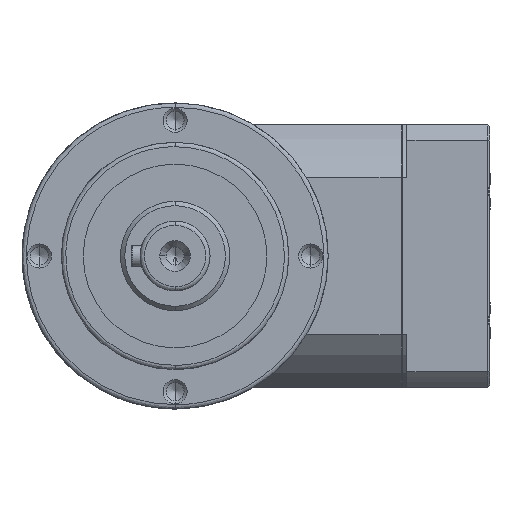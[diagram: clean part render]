
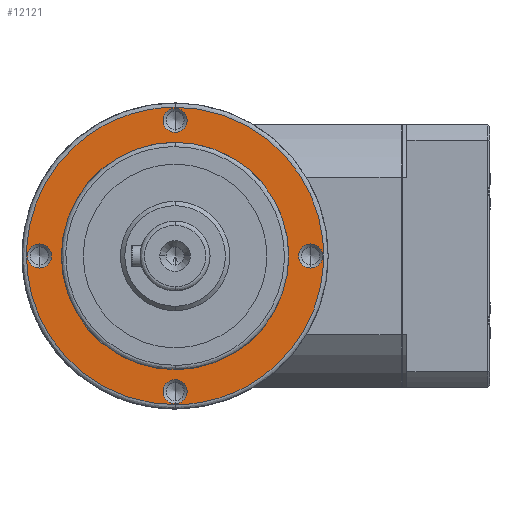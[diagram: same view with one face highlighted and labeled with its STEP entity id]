
A CAD part, left-side view. The second image highlights one B-rep face of the part: STEP entity #12121.
In plain terms, the highlighted face is planar.
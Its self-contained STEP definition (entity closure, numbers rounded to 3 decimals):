
#150 = ORIENTED_EDGE ( 'NONE', *, *, #1744, .F. ) ;
#430 = EDGE_CURVE ( 'NONE', #6602, #11331, #19251, .T. ) ;
#626 = CARTESIAN_POINT ( 'NONE',  ( -33.75, 0., 5. ) ) ;
#816 = VERTEX_POINT ( 'NONE', #15370 ) ;
#869 = VERTEX_POINT ( 'NONE', #8341 ) ;
#1039 = EDGE_CURVE ( 'NONE', #869, #7951, #3390, .T. ) ;
#1256 = VERTEX_POINT ( 'NONE', #20068 ) ;
#1334 = EDGE_CURVE ( 'NONE', #8574, #1256, #19164, .T. ) ;
#1572 = EDGE_CURVE ( 'NONE', #2022, #17653, #5788, .T. ) ;
#1579 =( BOUNDED_CURVE ( )  B_SPLINE_CURVE ( 3, ( #9960, #10083, #10720, #10807 ),
 .UNSPECIFIED., .F., .F. ) 
 B_SPLINE_CURVE_WITH_KNOTS ( ( 4, 4 ),
 ( 0.5, 1. ),
 .UNSPECIFIED. ) 
 CURVE ( )  GEOMETRIC_REPRESENTATION_ITEM ( )  RATIONAL_B_SPLINE_CURVE ( ( 1., 0.333, 0.333, 1. ) ) 
 REPRESENTATION_ITEM ( '' )  );
#1679 = EDGE_CURVE ( 'NONE', #1256, #8574, #5747, .T. ) ;
#1683 = EDGE_CURVE ( 'NONE', #7951, #869, #5850, .T. ) ;
#1714 = EDGE_CURVE ( 'NONE', #11331, #6602, #4660, .T. ) ;
#1720 = EDGE_CURVE ( 'NONE', #6065, #18420, #5144, .T. ) ;
#1744 = EDGE_CURVE ( 'NONE', #816, #17905, #22121, .T. ) ;
#1785 = EDGE_CURVE ( 'NONE', #17653, #2022, #1579, .T. ) ;
#1835 = FACE_OUTER_BOUND ( 'NONE', #2768, .T. ) ;
#1898 = CARTESIAN_POINT ( 'NONE',  ( -28.25, 0., 5. ) ) ;
#2022 = VERTEX_POINT ( 'NONE', #23258 ) ;
#2290 = DIRECTION ( 'NONE',  ( 0., 0., 1. ) ) ;
#2399 = EDGE_LOOP ( 'NONE', ( #150, #20811 ) ) ;
#2551 = CARTESIAN_POINT ( 'NONE',  ( 0., 0., 5. ) ) ;
#2604 = DIRECTION ( 'NONE',  ( 0., 0., -1. ) ) ;
#2651 = ORIENTED_EDGE ( 'NONE', *, *, #1714, .F. ) ;
#2691 = DIRECTION ( 'NONE',  ( 1., 0., 0. ) ) ;
#2768 = EDGE_LOOP ( 'NONE', ( #8004, #19567 ) ) ;
#2954 = CARTESIAN_POINT ( 'NONE',  ( 0., 31., 5. ) ) ;
#3033 = DIRECTION ( 'NONE',  ( 0., 0., -1. ) ) ;
#3084 = DIRECTION ( 'NONE',  ( -1., 0., 0. ) ) ;
#3390 = CIRCLE ( 'NONE', #17835, 2.75 ) ;
#3894 = CARTESIAN_POINT ( 'NONE',  ( 34., 0., 5. ) ) ;
#4033 = CARTESIAN_POINT ( 'NONE',  ( -34., 0., 5. ) ) ;
#4298 = CARTESIAN_POINT ( 'NONE',  ( 34., -68., 5. ) ) ;
#4660 = CIRCLE ( 'NONE', #7032, 2.75 ) ;
#4813 = CARTESIAN_POINT ( 'NONE',  ( -34., -68., 5. ) ) ;
#4931 = CARTESIAN_POINT ( 'NONE',  ( -31., 0., 5. ) ) ;
#5009 = DIRECTION ( 'NONE',  ( 0., 0., -1. ) ) ;
#5144 = CIRCLE ( 'NONE', #6986, 2.75 ) ;
#5393 = DIRECTION ( 'NONE',  ( -1., 0., 0. ) ) ;
#5747 = CIRCLE ( 'NONE', #7853, 26. ) ;
#5760 = EDGE_LOOP ( 'NONE', ( #17634, #18163 ) ) ;
#5788 =( BOUNDED_CURVE ( )  B_SPLINE_CURVE ( 3, ( #4033, #4813, #4298, #3894 ),
 .UNSPECIFIED., .F., .F. ) 
 B_SPLINE_CURVE_WITH_KNOTS ( ( 4, 4 ),
 ( 0., 0.5 ),
 .UNSPECIFIED. ) 
 CURVE ( )  GEOMETRIC_REPRESENTATION_ITEM ( )  RATIONAL_B_SPLINE_CURVE ( ( 1., 0.333, 0.333, 1. ) ) 
 REPRESENTATION_ITEM ( '' )  );
#5850 = CIRCLE ( 'NONE', #7707, 2.75 ) ;
#5862 = PLANE ( 'NONE',  #22124 ) ;
#6065 = VERTEX_POINT ( 'NONE', #9738 ) ;
#6107 = FACE_BOUND ( 'NONE', #8904, .T. ) ;
#6161 = CARTESIAN_POINT ( 'NONE',  ( 0., -31., 5. ) ) ;
#6175 = AXIS2_PLACEMENT_3D ( 'NONE', #8909, #9058, #9318 ) ;
#6221 = CARTESIAN_POINT ( 'NONE',  ( -26., 0., 5. ) ) ;
#6249 = DIRECTION ( 'NONE',  ( 0., 0., -1. ) ) ;
#6337 = DIRECTION ( 'NONE',  ( -1., 0., 0. ) ) ;
#6512 = EDGE_LOOP ( 'NONE', ( #15590, #12662 ) ) ;
#6602 = VERTEX_POINT ( 'NONE', #1898 ) ;
#6679 = CIRCLE ( 'NONE', #19759, 2.75 ) ;
#6986 = AXIS2_PLACEMENT_3D ( 'NONE', #6161, #6249, #6337 ) ;
#7032 = AXIS2_PLACEMENT_3D ( 'NONE', #4931, #5009, #5393 ) ;
#7576 = DIRECTION ( 'NONE',  ( 0., 0., -1. ) ) ;
#7707 = AXIS2_PLACEMENT_3D ( 'NONE', #2954, #3033, #3084 ) ;
#7853 = AXIS2_PLACEMENT_3D ( 'NONE', #2551, #2604, #2691 ) ;
#7951 = VERTEX_POINT ( 'NONE', #18887 ) ;
#8004 = ORIENTED_EDGE ( 'NONE', *, *, #1785, .F. ) ;
#8341 = CARTESIAN_POINT ( 'NONE',  ( 2.75, 31., 5. ) ) ;
#8452 = EDGE_CURVE ( 'NONE', #18420, #6065, #21675, .T. ) ;
#8574 = VERTEX_POINT ( 'NONE', #6221 ) ;
#8697 = FACE_BOUND ( 'NONE', #2399, .T. ) ;
#8904 = EDGE_LOOP ( 'NONE', ( #19590, #22604 ) ) ;
#8909 = CARTESIAN_POINT ( 'NONE',  ( 31., 0., 5. ) ) ;
#9058 = DIRECTION ( 'NONE',  ( 0., 0., -1. ) ) ;
#9318 = DIRECTION ( 'NONE',  ( -1., 0., 0. ) ) ;
#9738 = CARTESIAN_POINT ( 'NONE',  ( -2.75, -31., 5. ) ) ;
#9960 = CARTESIAN_POINT ( 'NONE',  ( 34., 0., 5. ) ) ;
#10083 = CARTESIAN_POINT ( 'NONE',  ( 34., 68., 5. ) ) ;
#10231 = DIRECTION ( 'NONE',  ( -1., 0., 0. ) ) ;
#10477 = DIRECTION ( 'NONE',  ( 0., 0., -1. ) ) ;
#10486 = CARTESIAN_POINT ( 'NONE',  ( 33.75, 0., 5. ) ) ;
#10639 = EDGE_LOOP ( 'NONE', ( #2651, #21554 ) ) ;
#10720 = CARTESIAN_POINT ( 'NONE',  ( -34., 68., 5. ) ) ;
#10807 = CARTESIAN_POINT ( 'NONE',  ( -34., 0., 5. ) ) ;
#10809 = CARTESIAN_POINT ( 'NONE',  ( 0., 31., 5. ) ) ;
#10969 = CARTESIAN_POINT ( 'NONE',  ( 31., 0., 5. ) ) ;
#11331 = VERTEX_POINT ( 'NONE', #626 ) ;
#11531 = FACE_BOUND ( 'NONE', #5760, .T. ) ;
#12121 = ADVANCED_FACE ( 'NONE', ( #1835, #8697, #16452, #21304, #11531, #6107 ), #5862, .F. ) ;
#12662 = ORIENTED_EDGE ( 'NONE', *, *, #8452, .F. ) ;
#12843 = DIRECTION ( 'NONE',  ( -1., 0., 0. ) ) ;
#13402 = AXIS2_PLACEMENT_3D ( 'NONE', #16049, #16005, #15957 ) ;
#13763 = CARTESIAN_POINT ( 'NONE',  ( 0., 0., 5. ) ) ;
#15310 = CARTESIAN_POINT ( 'NONE',  ( 34., 0., 5. ) ) ;
#15370 = CARTESIAN_POINT ( 'NONE',  ( 28.25, 0., 5. ) ) ;
#15590 = ORIENTED_EDGE ( 'NONE', *, *, #1720, .F. ) ;
#15657 = DIRECTION ( 'NONE',  ( 1., 0., 0. ) ) ;
#15957 = DIRECTION ( 'NONE',  ( 1., 0., 0. ) ) ;
#16005 = DIRECTION ( 'NONE',  ( 0., 0., -1. ) ) ;
#16049 = CARTESIAN_POINT ( 'NONE',  ( 0., 0., 5. ) ) ;
#16452 = FACE_BOUND ( 'NONE', #6512, .T. ) ;
#16589 = AXIS2_PLACEMENT_3D ( 'NONE', #19012, #7576, #20809 ) ;
#16950 = AXIS2_PLACEMENT_3D ( 'NONE', #17426, #17376, #17349 ) ;
#17349 = DIRECTION ( 'NONE',  ( -1., 0., 0. ) ) ;
#17376 = DIRECTION ( 'NONE',  ( 0., 0., -1. ) ) ;
#17426 = CARTESIAN_POINT ( 'NONE',  ( -31., 0., 5. ) ) ;
#17634 = ORIENTED_EDGE ( 'NONE', *, *, #1683, .F. ) ;
#17653 = VERTEX_POINT ( 'NONE', #15310 ) ;
#17835 = AXIS2_PLACEMENT_3D ( 'NONE', #10809, #10477, #10231 ) ;
#17905 = VERTEX_POINT ( 'NONE', #10486 ) ;
#18163 = ORIENTED_EDGE ( 'NONE', *, *, #1039, .F. ) ;
#18420 = VERTEX_POINT ( 'NONE', #19865 ) ;
#18519 = EDGE_CURVE ( 'NONE', #17905, #816, #6679, .T. ) ;
#18887 = CARTESIAN_POINT ( 'NONE',  ( -2.75, 31., 5. ) ) ;
#19012 = CARTESIAN_POINT ( 'NONE',  ( 0., -31., 5. ) ) ;
#19164 = CIRCLE ( 'NONE', #13402, 26. ) ;
#19251 = CIRCLE ( 'NONE', #16950, 2.75 ) ;
#19567 = ORIENTED_EDGE ( 'NONE', *, *, #1572, .F. ) ;
#19590 = ORIENTED_EDGE ( 'NONE', *, *, #1679, .F. ) ;
#19759 = AXIS2_PLACEMENT_3D ( 'NONE', #10969, #23643, #12843 ) ;
#19865 = CARTESIAN_POINT ( 'NONE',  ( 2.75, -31., 5. ) ) ;
#20068 = CARTESIAN_POINT ( 'NONE',  ( 26., 0., 5. ) ) ;
#20809 = DIRECTION ( 'NONE',  ( -1., 0., 0. ) ) ;
#20811 = ORIENTED_EDGE ( 'NONE', *, *, #18519, .F. ) ;
#21304 = FACE_BOUND ( 'NONE', #10639, .T. ) ;
#21554 = ORIENTED_EDGE ( 'NONE', *, *, #430, .F. ) ;
#21675 = CIRCLE ( 'NONE', #16589, 2.75 ) ;
#22121 = CIRCLE ( 'NONE', #6175, 2.75 ) ;
#22124 = AXIS2_PLACEMENT_3D ( 'NONE', #13763, #2290, #15657 ) ;
#22604 = ORIENTED_EDGE ( 'NONE', *, *, #1334, .F. ) ;
#23258 = CARTESIAN_POINT ( 'NONE',  ( -34., 0., 5. ) ) ;
#23643 = DIRECTION ( 'NONE',  ( 0., 0., -1. ) ) ;
